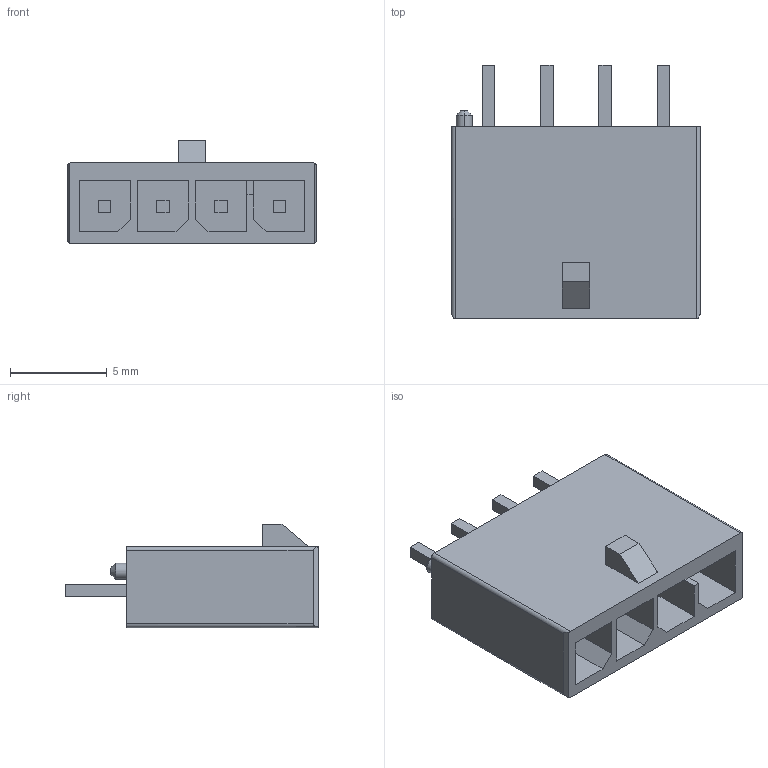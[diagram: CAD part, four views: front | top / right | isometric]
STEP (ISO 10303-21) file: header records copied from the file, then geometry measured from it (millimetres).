
FILE_DESCRIPTION(('STEP AP242'),'1');
FILE_NAME('2165711004.stp','2025-01-30T06:53:36',('TraceParts'),('TraceParts S.A.'),'Spatial InterOp 3D',' ',' ');
FILE_SCHEMA(('AP242_MANAGED_MODEL_BASED_3D_ENGINEERING_MIM_LF {1 0 10303 442 1 1 4}'));
Length unit declared in the file: millimetre
Products named in the file (1): 2165711004
Bounding box: 12.85 x 13.09 x 5.33 mm (x, y, z)
Volume: 365.9 mm3; surface area: 789.9 mm2
Topology: 1 solids, 1 shells, 87 faces, 215 edges, 143 vertices
Faces by surface type: plane 79, cylinder 6, cone 2
Entity records: 2565 total; most frequent: CARTESIAN_POINT 446, ORIENTED_EDGE 430, DIRECTION 410, EDGE_CURVE 215, LINE 196, VECTOR 196, VERTEX_POINT 143, AXIS2_PLACEMENT_3D 107
